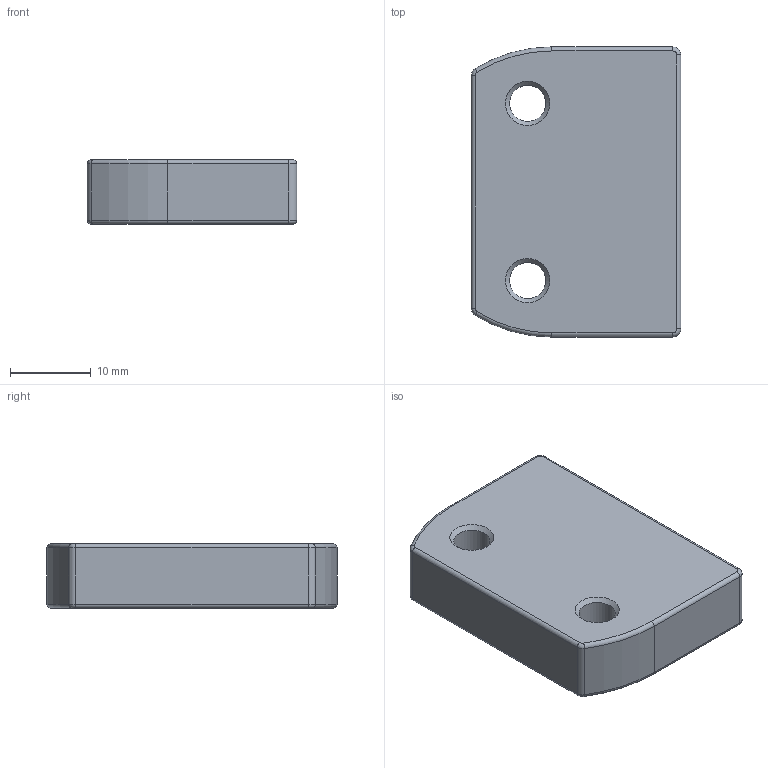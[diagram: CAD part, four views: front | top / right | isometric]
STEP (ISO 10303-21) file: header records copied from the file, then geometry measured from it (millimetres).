
FILE_DESCRIPTION(/* description */ ('Alibre Inc.'),/* implementation_level */ '2;1');
FILE_NAME(/* name */ 'export-696FAE35-E97B-4236-BCB2-C56749A69345',/* time_stamp */ '2024-03-11T21:43:27+01:00',/* author */ (''),/* organization */ (''),/* preprocessor_version */ 'ST-DEVELOPER v17',/* originating_system */ 'Alibre',/* authorisation */ '');
FILE_SCHEMA (('AUTOMOTIVE_DESIGN'));
Length unit declared in the file: millimetre
Products named in the file (1): P_MZ_Z_1308
Bounding box: 26 x 36 x 8 mm (x, y, z)
Volume: 7054.8 mm3; surface area: 2873.8 mm2
Topology: 1 solids, 1 shells, 38 faces, 88 edges, 52 vertices
Faces by surface type: cylinder 16, torus 12, plane 6, cone 4
Full cylindrical faces by diameter (mm): 4.5 x2
Entity records: 1073 total; most frequent: DIRECTION 194, ORIENTED_EDGE 176, CARTESIAN_POINT 174, AXIS2_PLACEMENT_3D 90, EDGE_CURVE 88, CIRCLE 52, VERTEX_POINT 52, EDGE_LOOP 42
